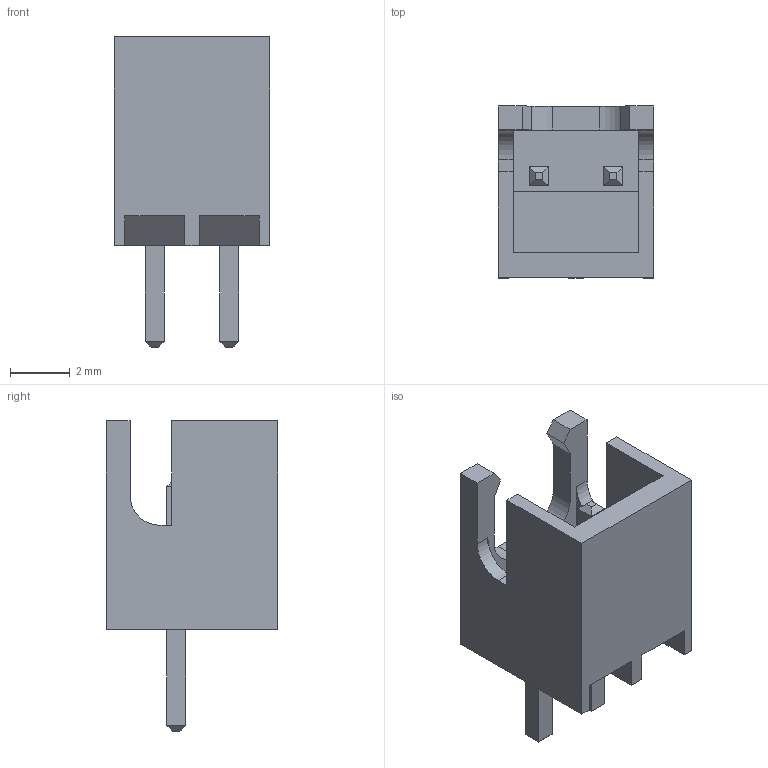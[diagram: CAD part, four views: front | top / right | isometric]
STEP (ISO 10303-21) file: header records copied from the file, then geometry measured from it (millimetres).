
FILE_DESCRIPTION(/* description */ (''),/* implementation_level */ '2;1');
FILE_NAME(/* name */ 'Rallimet-XH-M-V-P2.5mm.step',/* time_stamp */ '2021-12-17T10:53:02+05:00',/* author */ (''),/* organization */ (''),/* preprocessor_version */ 'ST-DEVELOPER v18.1',/* originating_system */ 'Autodesk Translation Framework v10.10.0.1391',/* authorisation */ '');
FILE_SCHEMA (('AUTOMOTIVE_DESIGN { 1 0 10303 214 3 1 1 }'));
Length unit declared in the file: millimetre
Products named in the file (1): Rallimet-XH-M-V-P2.5mm
Bounding box: 5.2 x 5.75 x 10.4 mm (x, y, z)
Volume: 102.9 mm3; surface area: 299.8 mm2
Topology: 1 solids, 1 shells, 78 faces, 200 edges, 128 vertices
Faces by surface type: plane 74, cylinder 4
Entity records: 2387 total; most frequent: CARTESIAN_POINT 407, ORIENTED_EDGE 400, DIRECTION 366, EDGE_CURVE 200, LINE 192, VECTOR 192, VERTEX_POINT 128, AXIS2_PLACEMENT_3D 87
